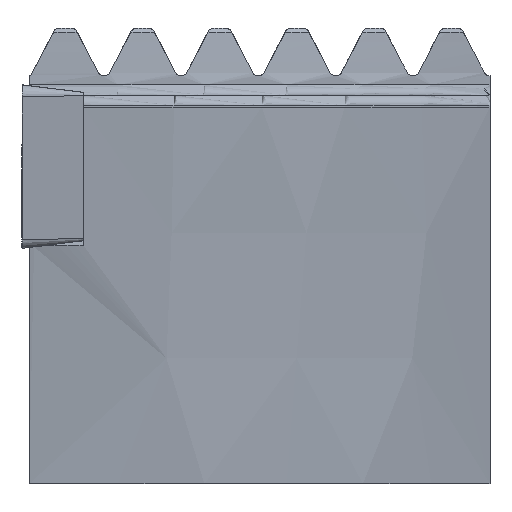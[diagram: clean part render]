
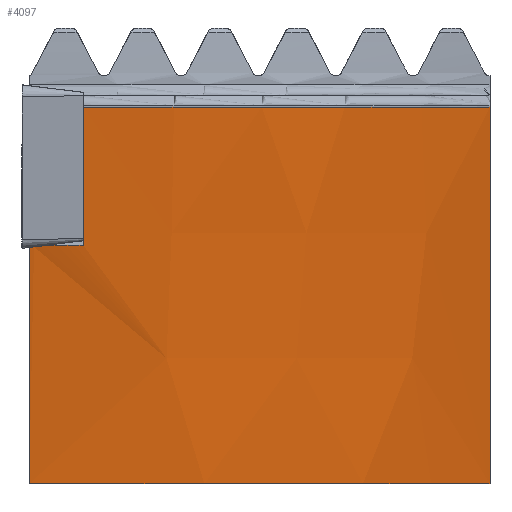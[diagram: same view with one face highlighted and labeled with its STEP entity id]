
A CAD part, left-side view. The second image highlights one B-rep face of the part: STEP entity #4097.
In plain terms, the highlighted conical face has half-angle 10 degrees and reference radius 50.58 mm.
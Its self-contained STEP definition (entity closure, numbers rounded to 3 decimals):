
#1485=EDGE_CURVE('NONE',#1615,#3051,#4311,.T.);
#1615=VERTEX_POINT('NONE',#4452);
#1789=EDGE_CURVE('NONE',#2515,#1999,#4643,.T.);
#1867=EDGE_CURVE('NONE',#1999,#3519,#4729,.T.);
#1907=EDGE_CURVE('NONE',#3051,#3291,#4772,.T.);
#1999=VERTEX_POINT('NONE',#4866);
#2133=EDGE_CURVE('NONE',#2515,#1615,#5016,.T.);
#2515=VERTEX_POINT('NONE',#5432);
#2741=VERTEX_POINT('NONE',#5678);
#2947=EDGE_CURVE('NONE',#2741,#3519,#5912,.F.);
#3051=VERTEX_POINT('NONE',#6028);
#3291=VERTEX_POINT('NONE',#6290);
#3519=VERTEX_POINT('NONE',#6541);
#3703=EDGE_CURVE('NONE',#2741,#3291,#6735,.T.);
#4097=ADVANCED_FACE('NONE',(#7169),#7170,.T.);
#4311=(B_SPLINE_CURVE(2,(#7426,#7427,#7428),.UNSPECIFIED.,.F.,.F.)B_SPLINE_CURVE_WITH_KNOTS((3,3),(1.256,12.141),.UNSPECIFIED.)RATIONAL_B_SPLINE_CURVE((1.,1.,1.))BOUNDED_CURVE()REPRESENTATION_ITEM('')GEOMETRIC_REPRESENTATION_ITEM()CURVE());
#4452=CARTESIAN_POINT('',(0.955,-4.76,-1.742));
#4643=(B_SPLINE_CURVE(2,(#8300,#8301,#8302),.UNSPECIFIED.,.F.,.F.)B_SPLINE_CURVE_WITH_KNOTS((3,3),(1.15,31.427),.UNSPECIFIED.)RATIONAL_B_SPLINE_CURVE((1.,1.004,1.))BOUNDED_CURVE()REPRESENTATION_ITEM('')GEOMETRIC_REPRESENTATION_ITEM()CURVE());
#4729=CIRCLE('',#8675,45.079);
#4772=ELLIPSE('',#8773,48.34,48.34);
#4866=CARTESIAN_POINT('',(23.869,-36.36,-31.0));
#5016=CIRCLE('',#9297,50.238);
#5432=CARTESIAN_POINT('',(15.959,-36.36,-1.742));
#5678=CARTESIAN_POINT('',(2.683,-0.56,-12.632));
#5912=B_SPLINE_CURVE_WITH_KNOTS('',2,(#12066,#12067,#12068),.UNSPECIFIED.,.F.,.F.,(3,3),(1.332,19.98),.UNSPECIFIED.);
#6028=CARTESIAN_POINT('',(2.853,-4.76,-12.461));
#6290=CARTESIAN_POINT('',(2.682,-2.06,-12.461));
#6541=CARTESIAN_POINT('',(5.922,-0.56,-31.0));
#6735=ELLIPSE('',#14601,48.638,48.316);
#7169=FACE_OUTER_BOUND('',#15418,.T.);
#7170=CONICAL_SURFACE('',#15419,50.58,0.175);
#7426=CARTESIAN_POINT('',(0.955,-4.76,-1.742));
#7427=CARTESIAN_POINT('',(1.922,-4.76,-7.205));
#7428=CARTESIAN_POINT('',(2.853,-4.76,-12.461));
#8300=CARTESIAN_POINT('',(15.959,-36.36,-1.742));
#8301=CARTESIAN_POINT('',(20.128,-36.36,-18.232));
#8302=CARTESIAN_POINT('',(23.869,-36.36,-31.0));
#8675=AXIS2_PLACEMENT_3D('',#16639,#16640,#16641);
#8773=AXIS2_PLACEMENT_3D('',#16683,#16684,#16685);
#9297=AXIS2_PLACEMENT_3D('',#16932,#16933,#16934);
#12066=CARTESIAN_POINT('',(5.922,-0.56,-31.));
#12067=CARTESIAN_POINT('',(4.358,-0.56,-22.134));
#12068=CARTESIAN_POINT('',(2.683,-0.56,-12.632));
#14601=AXIS2_PLACEMENT_3D('',#18725,#18726,#18727);
#15418=EDGE_LOOP('',(#19184,#19185,#19186,#19187,#19188,#19189,#19190));
#15419=AXIS2_PLACEMENT_3D('',#19191,#19192,#19193);
#16639=CARTESIAN_POINT('',(51.0,-0.36,-31.0));
#16640=DIRECTION('',(0.,0.,-1.0));
#16641=DIRECTION('',(1.0,0.,0.));
#16683=CARTESIAN_POINT('',(50.993,-0.36,-12.503));
#16684=DIRECTION('',(-0.001,0.,-1.));
#16685=DIRECTION('',(-1.,0.,0.001));
#16932=CARTESIAN_POINT('',(51.0,-0.36,-1.742));
#16933=DIRECTION('',(0.,0.,-1.0));
#16934=DIRECTION('',(1.0,0.,0.));
#18725=CARTESIAN_POINT('',(50.993,-1.331,-12.586));
#18726=DIRECTION('',(0.001,0.113,0.994));
#18727=DIRECTION('',(0.008,0.994,-0.113));
#19184=ORIENTED_EDGE('',*,*,#1789,.F.);
#19185=ORIENTED_EDGE('',*,*,#2133,.T.);
#19186=ORIENTED_EDGE('',*,*,#1485,.T.);
#19187=ORIENTED_EDGE('',*,*,#1907,.T.);
#19188=ORIENTED_EDGE('',*,*,#3703,.F.);
#19189=ORIENTED_EDGE('',*,*,#2947,.T.);
#19190=ORIENTED_EDGE('',*,*,#1867,.F.);
#19191=CARTESIAN_POINT('',(51.0,-0.36,0.197));
#19192=DIRECTION('',(0.,0.,1.0));
#19193=DIRECTION('',(1.0,0.,0.));
